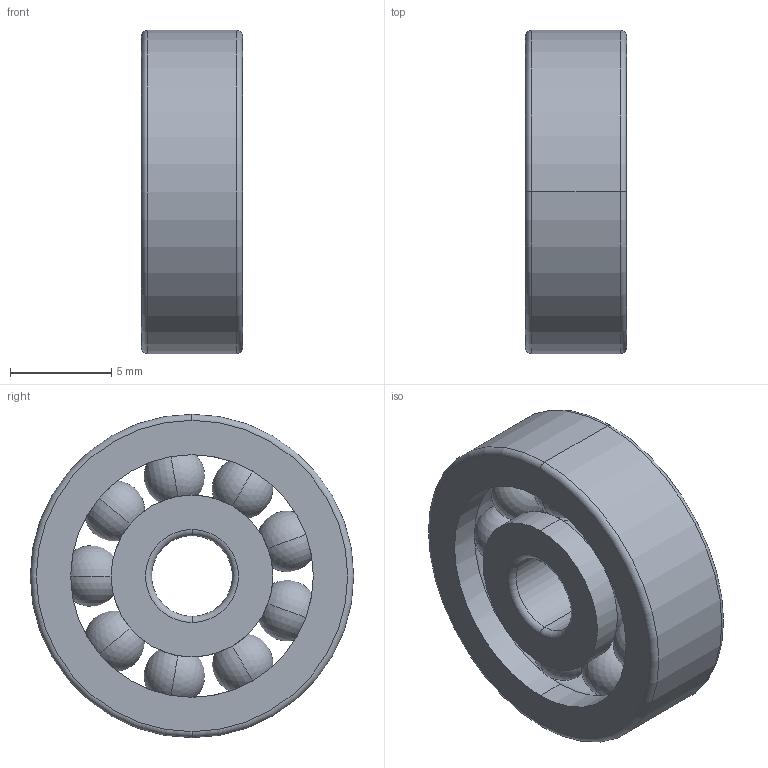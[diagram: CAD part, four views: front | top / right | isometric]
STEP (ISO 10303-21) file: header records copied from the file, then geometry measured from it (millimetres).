
FILE_DESCRIPTION (( 'STEP AP203' ), '1' );
FILE_NAME ('粣創.STEP', '2024-03-24T08:56:21', ( '' ), ( '' ), 'SwSTEP 2.0', 'SolidWorks 2021', '' );
FILE_SCHEMA (( 'CONFIG_CONTROL_DESIGN' ));
Length unit declared in the file: millimetre
Products named in the file (1): 粣創
Bounding box: 5 x 16 x 16 mm (x, y, z)
Volume: 705.9 mm3; surface area: 1104.5 mm2
Topology: 1 solids, 1 shells, 72 faces, 317 edges, 213 vertices
Faces by surface type: torus 38, sphere 18, cylinder 12, plane 4
Entity records: 3439 total; most frequent: CARTESIAN_POINT 1215, ORIENTED_EDGE 526, DIRECTION 408, EDGE_CURVE 263, AXIS2_PLACEMENT_3D 198, VERTEX_POINT 177, B_SPLINE_CURVE_WITH_KNOTS 126, CIRCLE 125
